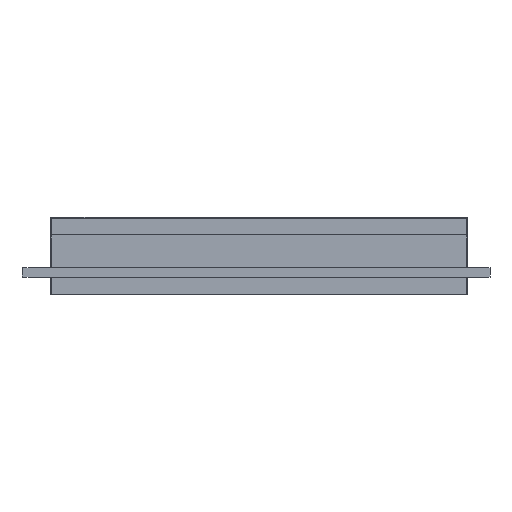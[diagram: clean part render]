
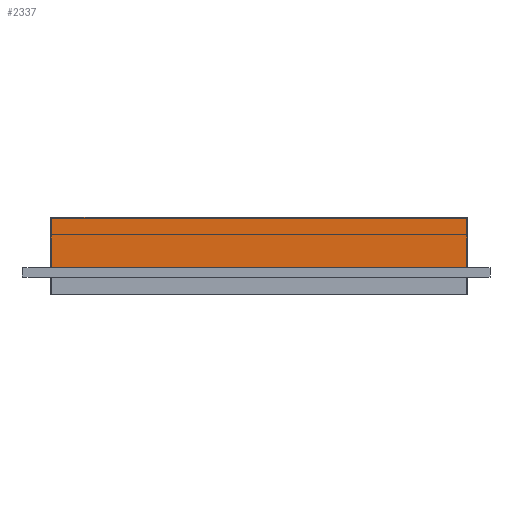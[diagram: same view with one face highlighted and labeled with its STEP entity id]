
A CAD part, front view. The second image highlights one B-rep face of the part: STEP entity #2337.
In plain terms, the highlighted planar face has unit normal (0, -1, 0).
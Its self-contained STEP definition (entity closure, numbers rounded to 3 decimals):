
#710 = PLANE('',#711);
#711 = AXIS2_PLACEMENT_3D('',#712,#713,#714);
#712 = CARTESIAN_POINT('',(-2.91,-28.9,0.));
#713 = DIRECTION('',(1.,0.,0.));
#714 = DIRECTION('',(0.,0.,1.));
#794 = PLANE('',#795);
#795 = AXIS2_PLACEMENT_3D('',#796,#797,#798);
#796 = CARTESIAN_POINT('',(-7.86,-34.,4.6));
#797 = DIRECTION('',(0.,0.,1.));
#798 = DIRECTION('',(1.,0.,0.));
#964 = PLANE('',#965);
#965 = AXIS2_PLACEMENT_3D('',#966,#967,#968);
#966 = CARTESIAN_POINT('',(68.29,-28.9,0.));
#967 = DIRECTION('',(1.,0.,0.));
#968 = DIRECTION('',(0.,0.,1.));
#1099 = VERTEX_POINT('',#1100);
#1100 = CARTESIAN_POINT('',(-2.91,-28.9,13.2));
#1114 = PLANE('',#1115);
#1115 = AXIS2_PLACEMENT_3D('',#1116,#1117,#1118);
#1116 = CARTESIAN_POINT('',(-2.91,-28.9,13.2));
#1117 = DIRECTION('',(0.,0.,1.));
#1118 = DIRECTION('',(1.,0.,0.));
#1126 = EDGE_CURVE('',#1127,#1099,#1129,.T.);
#1127 = VERTEX_POINT('',#1128);
#1128 = CARTESIAN_POINT('',(-2.91,-28.9,4.6));
#1129 = SURFACE_CURVE('',#1130,(#1134,#1141),.PCURVE_S1.);
#1130 = LINE('',#1131,#1132);
#1131 = CARTESIAN_POINT('',(-2.91,-28.9,0.));
#1132 = VECTOR('',#1133,1.);
#1133 = DIRECTION('',(0.,0.,1.));
#1134 = PCURVE('',#710,#1135);
#1135 = DEFINITIONAL_REPRESENTATION('',(#1136),#1140);
#1136 = LINE('',#1137,#1138);
#1137 = CARTESIAN_POINT('',(0.,0.));
#1138 = VECTOR('',#1139,1.);
#1139 = DIRECTION('',(1.,0.));
#1140 = ( GEOMETRIC_REPRESENTATION_CONTEXT(2) 
PARAMETRIC_REPRESENTATION_CONTEXT() REPRESENTATION_CONTEXT('2D SPACE',''
  ) );
#1141 = PCURVE('',#1142,#1147);
#1142 = PLANE('',#1143);
#1143 = AXIS2_PLACEMENT_3D('',#1144,#1145,#1146);
#1144 = CARTESIAN_POINT('',(-2.91,-28.9,0.));
#1145 = DIRECTION('',(0.,1.,0.));
#1146 = DIRECTION('',(0.,0.,1.));
#1147 = DEFINITIONAL_REPRESENTATION('',(#1148),#1152);
#1148 = LINE('',#1149,#1150);
#1149 = CARTESIAN_POINT('',(0.,0.));
#1150 = VECTOR('',#1151,1.);
#1151 = DIRECTION('',(1.,0.));
#1152 = ( GEOMETRIC_REPRESENTATION_CONTEXT(2) 
PARAMETRIC_REPRESENTATION_CONTEXT() REPRESENTATION_CONTEXT('2D SPACE',''
  ) );
#2140 = VERTEX_POINT('',#2141);
#2141 = CARTESIAN_POINT('',(68.29,-28.9,4.6));
#2160 = EDGE_CURVE('',#1127,#2140,#2161,.T.);
#2161 = SURFACE_CURVE('',#2162,(#2166,#2172),.PCURVE_S1.);
#2162 = LINE('',#2163,#2164);
#2163 = CARTESIAN_POINT('',(-5.385,-28.9,4.6));
#2164 = VECTOR('',#2165,1.);
#2165 = DIRECTION('',(1.,0.,0.));
#2166 = PCURVE('',#794,#2167);
#2167 = DEFINITIONAL_REPRESENTATION('',(#2168),#2171);
#2168 = B_SPLINE_CURVE_WITH_KNOTS('',1,(#2169,#2170),.UNSPECIFIED.,.F.,
  .F.,(2,2),(-4.645,80.795),.PIECEWISE_BEZIER_KNOTS.);
#2169 = CARTESIAN_POINT('',(-2.17,5.1));
#2170 = CARTESIAN_POINT('',(83.27,5.1));
#2171 = ( GEOMETRIC_REPRESENTATION_CONTEXT(2) 
PARAMETRIC_REPRESENTATION_CONTEXT() REPRESENTATION_CONTEXT('2D SPACE',''
  ) );
#2172 = PCURVE('',#1142,#2173);
#2173 = DEFINITIONAL_REPRESENTATION('',(#2174),#2177);
#2174 = B_SPLINE_CURVE_WITH_KNOTS('',1,(#2175,#2176),.UNSPECIFIED.,.F.,
  .F.,(2,2),(-4.645,80.795),.PIECEWISE_BEZIER_KNOTS.);
#2175 = CARTESIAN_POINT('',(4.6,-7.12));
#2176 = CARTESIAN_POINT('',(4.6,78.32));
#2177 = ( GEOMETRIC_REPRESENTATION_CONTEXT(2) 
PARAMETRIC_REPRESENTATION_CONTEXT() REPRESENTATION_CONTEXT('2D SPACE',''
  ) );
#2263 = VERTEX_POINT('',#2264);
#2264 = CARTESIAN_POINT('',(68.29,-28.9,13.2));
#2285 = EDGE_CURVE('',#2140,#2263,#2286,.T.);
#2286 = SURFACE_CURVE('',#2287,(#2291,#2298),.PCURVE_S1.);
#2287 = LINE('',#2288,#2289);
#2288 = CARTESIAN_POINT('',(68.29,-28.9,0.));
#2289 = VECTOR('',#2290,1.);
#2290 = DIRECTION('',(0.,0.,1.));
#2291 = PCURVE('',#964,#2292);
#2292 = DEFINITIONAL_REPRESENTATION('',(#2293),#2297);
#2293 = LINE('',#2294,#2295);
#2294 = CARTESIAN_POINT('',(0.,0.));
#2295 = VECTOR('',#2296,1.);
#2296 = DIRECTION('',(1.,0.));
#2297 = ( GEOMETRIC_REPRESENTATION_CONTEXT(2) 
PARAMETRIC_REPRESENTATION_CONTEXT() REPRESENTATION_CONTEXT('2D SPACE',''
  ) );
#2298 = PCURVE('',#1142,#2299);
#2299 = DEFINITIONAL_REPRESENTATION('',(#2300),#2304);
#2300 = LINE('',#2301,#2302);
#2301 = CARTESIAN_POINT('',(0.,71.2));
#2302 = VECTOR('',#2303,1.);
#2303 = DIRECTION('',(1.,0.));
#2304 = ( GEOMETRIC_REPRESENTATION_CONTEXT(2) 
PARAMETRIC_REPRESENTATION_CONTEXT() REPRESENTATION_CONTEXT('2D SPACE',''
  ) );
#2337 = ADVANCED_FACE('',(#2338),#1142,.F.);
#2338 = FACE_BOUND('',#2339,.F.);
#2339 = EDGE_LOOP('',(#2340,#2341,#2342,#2343));
#2340 = ORIENTED_EDGE('',*,*,#2285,.F.);
#2341 = ORIENTED_EDGE('',*,*,#2160,.F.);
#2342 = ORIENTED_EDGE('',*,*,#1126,.T.);
#2343 = ORIENTED_EDGE('',*,*,#2344,.T.);
#2344 = EDGE_CURVE('',#1099,#2263,#2345,.T.);
#2345 = SURFACE_CURVE('',#2346,(#2350,#2357),.PCURVE_S1.);
#2346 = LINE('',#2347,#2348);
#2347 = CARTESIAN_POINT('',(-2.91,-28.9,13.2));
#2348 = VECTOR('',#2349,1.);
#2349 = DIRECTION('',(1.,0.,0.));
#2350 = PCURVE('',#1142,#2351);
#2351 = DEFINITIONAL_REPRESENTATION('',(#2352),#2356);
#2352 = LINE('',#2353,#2354);
#2353 = CARTESIAN_POINT('',(13.2,0.));
#2354 = VECTOR('',#2355,1.);
#2355 = DIRECTION('',(0.,1.));
#2356 = ( GEOMETRIC_REPRESENTATION_CONTEXT(2) 
PARAMETRIC_REPRESENTATION_CONTEXT() REPRESENTATION_CONTEXT('2D SPACE',''
  ) );
#2357 = PCURVE('',#1114,#2358);
#2358 = DEFINITIONAL_REPRESENTATION('',(#2359),#2363);
#2359 = LINE('',#2360,#2361);
#2360 = CARTESIAN_POINT('',(0.,0.));
#2361 = VECTOR('',#2362,1.);
#2362 = DIRECTION('',(1.,0.));
#2363 = ( GEOMETRIC_REPRESENTATION_CONTEXT(2) 
PARAMETRIC_REPRESENTATION_CONTEXT() REPRESENTATION_CONTEXT('2D SPACE',''
  ) );
